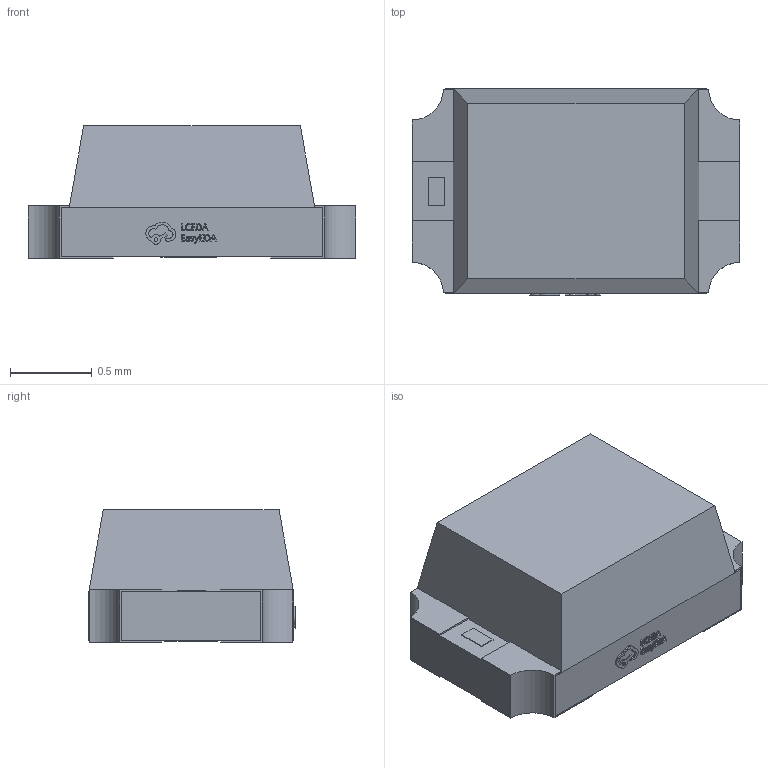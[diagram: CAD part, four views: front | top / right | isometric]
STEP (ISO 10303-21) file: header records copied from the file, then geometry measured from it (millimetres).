
FILE_DESCRIPTION (( 'STEP AP214' ), '1' );
FILE_NAME ('LED-ARRAY-SMD_4P-L2.0-W1.3-RD.step', '2022-07-08T11:18:35', ( '' ), ( '' ), 'SwSTEP 2.0', 'SolidWorks 2020', '' );
FILE_SCHEMA (( 'AUTOMOTIVE_DESIGN' ));
Length unit declared in the file: millimetre
Products named in the file (1): LED-ARRAY-SMD_4P-L2.0-W1.3-RD
Bounding box: 2 x 1.26 x 0.81 mm (x, y, z)
Volume: 1.5 mm3; surface area: 8.9 mm2
Topology: 1 solids, 1 shells, 348 faces, 950 edges, 632 vertices
Faces by surface type: plane 224, bspline 112, cylinder 12
Entity records: 15311 total; most frequent: CARTESIAN_POINT 4035, ORIENTED_EDGE 1900, DIRECTION 1220, EDGE_CURVE 950, VECTOR 698, LINE 698, VERTEX_POINT 632, EDGE_LOOP 376
